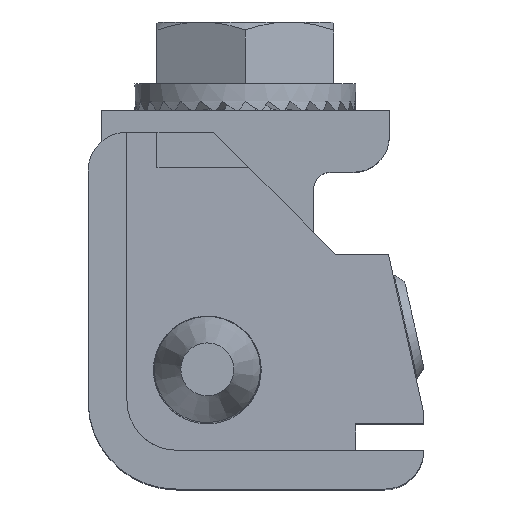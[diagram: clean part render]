
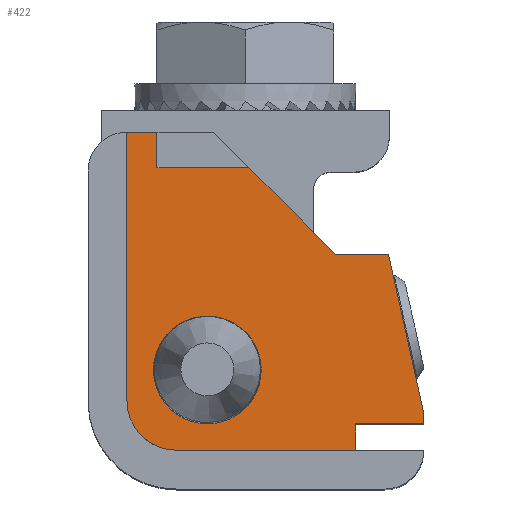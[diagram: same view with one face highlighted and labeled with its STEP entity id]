
A CAD part, top view. The second image highlights one B-rep face of the part: STEP entity #422.
In plain terms, the highlighted planar face has unit normal (0, 0.003, 1).
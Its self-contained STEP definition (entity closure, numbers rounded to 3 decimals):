
#422=ADVANCED_FACE('',(#878,#879),#880,.T.);
#878=FACE_BOUND('',#1491,.T.);
#879=FACE_OUTER_BOUND('',#1492,.T.);
#880=PLANE('',#1493);
#1491=EDGE_LOOP('',(#3334));
#1492=EDGE_LOOP('',(#3335,#3336,#3337,#3338,#3339,#3340,#3341,#3342,#3343,#3344,#3345,#3346));
#1493=AXIS2_PLACEMENT_3D('',#3347,#3348,#3349);
#3334=ORIENTED_EDGE('',*,*,#4132,.T.);
#3335=ORIENTED_EDGE('',*,*,#4133,.F.);
#3336=ORIENTED_EDGE('',*,*,#4118,.T.);
#3337=ORIENTED_EDGE('',*,*,#4134,.T.);
#3338=ORIENTED_EDGE('',*,*,#4135,.T.);
#3339=ORIENTED_EDGE('',*,*,#4136,.T.);
#3340=ORIENTED_EDGE('',*,*,#4137,.T.);
#3341=ORIENTED_EDGE('',*,*,#4138,.T.);
#3342=ORIENTED_EDGE('',*,*,#4139,.T.);
#3343=ORIENTED_EDGE('',*,*,#4140,.T.);
#3344=ORIENTED_EDGE('',*,*,#4101,.T.);
#3345=ORIENTED_EDGE('',*,*,#4141,.T.);
#3346=ORIENTED_EDGE('',*,*,#4142,.T.);
#3347=CARTESIAN_POINT('',(-23.462,82.432,9.539));
#3348=DIRECTION('',(0.0,0.003,1.));
#3349=DIRECTION('',(0.0,-1.,0.003));
#4101=EDGE_CURVE('',#5081,#5082,#5083,.T.);
#4118=EDGE_CURVE('',#5116,#5114,#5117,.T.);
#4132=EDGE_CURVE('',#5138,#5138,#5139,.F.);
#4133=EDGE_CURVE('',#5116,#5140,#5141,.F.);
#4134=EDGE_CURVE('',#5114,#5142,#5143,.T.);
#4135=EDGE_CURVE('',#5142,#5144,#5145,.T.);
#4136=EDGE_CURVE('',#5144,#5146,#5147,.T.);
#4137=EDGE_CURVE('',#5146,#5148,#5149,.T.);
#4138=EDGE_CURVE('',#5148,#5150,#5151,.T.);
#4139=EDGE_CURVE('',#5150,#5152,#5153,.T.);
#4140=EDGE_CURVE('',#5152,#5081,#5154,.T.);
#4141=EDGE_CURVE('',#5082,#5155,#5156,.T.);
#4142=EDGE_CURVE('',#5155,#5140,#5157,.T.);
#5081=VERTEX_POINT('',#6901);
#5082=VERTEX_POINT('',#6902);
#5083=LINE('',#6903,#6904);
#5114=VERTEX_POINT('',#6950);
#5116=VERTEX_POINT('',#6953);
#5117=LINE('',#6954,#6955);
#5138=VERTEX_POINT('',#6983);
#5139=ELLIPSE('',#6984,3.05,3.05);
#5140=VERTEX_POINT('',#6985);
#5141=ELLIPSE('',#6986,2.8,2.8);
#5142=VERTEX_POINT('',#6987);
#5143=LINE('',#6988,#6989);
#5144=VERTEX_POINT('',#6990);
#5145=LINE('',#6991,#6992);
#5146=VERTEX_POINT('',#6993);
#5147=LINE('',#6994,#6995);
#5148=VERTEX_POINT('',#6996);
#5149=LINE('',#6997,#6998);
#5150=VERTEX_POINT('',#6999);
#5151=LINE('',#7000,#7001);
#5152=VERTEX_POINT('',#7002);
#5153=LINE('',#7003,#7004);
#5154=LINE('',#7005,#7006);
#5155=VERTEX_POINT('',#7007);
#5156=LINE('',#7008,#7009);
#5157=LINE('',#7010,#7011);
#6901=CARTESIAN_POINT('',(-2.85,11.45,9.756));
#6902=CARTESIAN_POINT('',(-2.85,13.45,9.75));
#6903=CARTESIAN_POINT('',(-2.85,11.45,9.756));
#6904=VECTOR('',#7850,1.0);
#6950=CARTESIAN_POINT('',(8.4,-4.55,9.805));
#6953=CARTESIAN_POINT('',(-1.75,-4.55,9.805));
#6954=CARTESIAN_POINT('',(8.4,-4.55,9.805));
#6955=VECTOR('',#7867,1.0);
#6983=CARTESIAN_POINT('',(0.,-3.05,9.8));
#6984=AXIS2_PLACEMENT_3D('',#7893,#7894,#7895);
#6985=CARTESIAN_POINT('',(-4.55,-1.75,9.796));
#6986=AXIS2_PLACEMENT_3D('',#7896,#7897,#7898);
#6987=CARTESIAN_POINT('',(8.4,-3.05,9.8));
#6988=CARTESIAN_POINT('',(8.4,-2.99,9.8));
#6989=VECTOR('',#7899,1.0);
#6990=CARTESIAN_POINT('',(12.25,-3.05,9.8));
#6991=CARTESIAN_POINT('',(12.25,-3.05,9.8));
#6992=VECTOR('',#7900,1.0);
#6993=CARTESIAN_POINT('',(12.25,-2.449,9.799));
#6994=CARTESIAN_POINT('',(12.25,-2.389,9.798));
#6995=VECTOR('',#7901,1.0);
#6996=CARTESIAN_POINT('',(10.25,6.55,9.771));
#6997=CARTESIAN_POINT('',(10.237,6.607,9.771));
#6998=VECTOR('',#7902,1.0);
#6999=CARTESIAN_POINT('',(7.25,6.55,9.771));
#7000=CARTESIAN_POINT('',(7.25,6.55,9.771));
#7001=VECTOR('',#7903,1.0);
#7002=CARTESIAN_POINT('',(2.35,11.45,9.756));
#7003=CARTESIAN_POINT('',(0.32,13.48,9.75));
#7004=VECTOR('',#7904,1.0);
#7005=CARTESIAN_POINT('',(19.9,11.45,9.756));
#7006=VECTOR('',#7905,1.0);
#7007=CARTESIAN_POINT('',(-4.55,13.45,9.75));
#7008=CARTESIAN_POINT('',(-4.55,13.45,9.75));
#7009=VECTOR('',#7906,1.0);
#7010=CARTESIAN_POINT('',(-4.55,-4.49,9.805));
#7011=VECTOR('',#7907,1.0);
#7850=DIRECTION('',(0.0,1.,-0.003));
#7867=DIRECTION('',(1.0,0.0,0.0));
#7893=CARTESIAN_POINT('',(0.,0.,9.791));
#7894=DIRECTION('',(0.0,0.003,1.));
#7895=DIRECTION('',(0.0,-1.,0.003));
#7896=CARTESIAN_POINT('',(-1.75,-1.75,9.796));
#7897=DIRECTION('',(0.0,0.003,1.));
#7898=DIRECTION('',(0.0,1.,-0.003));
#7899=DIRECTION('',(0.,1.,-0.003));
#7900=DIRECTION('',(1.0,0.0,0.0));
#7901=DIRECTION('',(0.,1.,-0.003));
#7902=DIRECTION('',(-0.217,0.976,-0.003));
#7903=DIRECTION('',(-1.0,0.0,0.0));
#7904=DIRECTION('',(-0.707,0.707,-0.002));
#7905=DIRECTION('',(-1.0,0.0,0.0));
#7906=DIRECTION('',(-1.0,0.0,0.0));
#7907=DIRECTION('',(0.,-1.,0.003));
